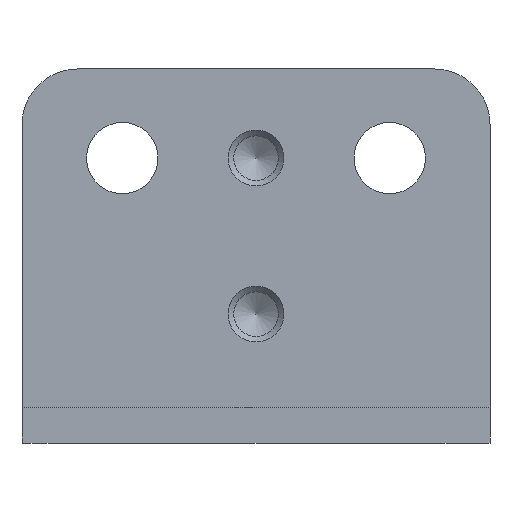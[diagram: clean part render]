
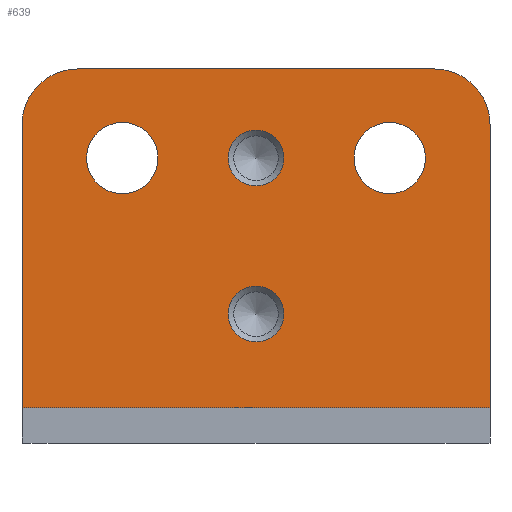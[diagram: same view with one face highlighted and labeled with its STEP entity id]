
A CAD part, front view. The second image highlights one B-rep face of the part: STEP entity #639.
In plain terms, the highlighted planar face has unit normal (0, -1, 0).
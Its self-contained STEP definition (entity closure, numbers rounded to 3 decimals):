
#1 = DIRECTION ( 'NONE',  ( 0., 0., 1. ) ) ;
#21 = DIRECTION ( 'NONE',  ( 0., 1., 0. ) ) ;
#40 = VERTEX_POINT ( 'NONE', #490 ) ;
#78 = AXIS2_PLACEMENT_3D ( 'NONE', #104, #631, #1 ) ;
#86 = ORIENTED_EDGE ( 'NONE', *, *, #1356, .T. ) ;
#92 = CARTESIAN_POINT ( 'NONE',  ( -10.5, 0., 15.2 ) ) ;
#104 = CARTESIAN_POINT ( 'NONE',  ( 8., 0., 12.7 ) ) ;
#111 = FACE_BOUND ( 'NONE', #467, .T. ) ;
#119 = ORIENTED_EDGE ( 'NONE', *, *, #1023, .T. ) ;
#135 = CIRCLE ( 'NONE', #78, 2.5 ) ;
#150 = CARTESIAN_POINT ( 'NONE',  ( -8., 0., 12.7 ) ) ;
#160 = CARTESIAN_POINT ( 'NONE',  ( 10.5, 0., 15.2 ) ) ;
#163 = DIRECTION ( 'NONE',  ( 0., 1., 0. ) ) ;
#168 = EDGE_LOOP ( 'NONE', ( #618 ) ) ;
#187 = ORIENTED_EDGE ( 'NONE', *, *, #1362, .T. ) ;
#232 = VERTEX_POINT ( 'NONE', #515 ) ;
#275 = DIRECTION ( 'NONE',  ( 0., 1., 0. ) ) ;
#290 = EDGE_CURVE ( 'NONE', #232, #1270, #135, .T. ) ;
#295 = CARTESIAN_POINT ( 'NONE',  ( -10.5, 0., 0. ) ) ;
#318 = ORIENTED_EDGE ( 'NONE', *, *, #1221, .F. ) ;
#338 = AXIS2_PLACEMENT_3D ( 'NONE', #558, #1296, #670 ) ;
#355 = AXIS2_PLACEMENT_3D ( 'NONE', #997, #163, #583 ) ;
#382 = CARTESIAN_POINT ( 'NONE',  ( 0., 0., 9.95 ) ) ;
#417 = CARTESIAN_POINT ( 'NONE',  ( 10.5, 0., 15.2 ) ) ;
#433 = VERTEX_POINT ( 'NONE', #869 ) ;
#444 = AXIS2_PLACEMENT_3D ( 'NONE', #1342, #275, #627 ) ;
#454 = VERTEX_POINT ( 'NONE', #1258 ) ;
#456 = DIRECTION ( 'NONE',  ( 0., -1., 0. ) ) ;
#467 = EDGE_LOOP ( 'NONE', ( #500 ) ) ;
#474 = DIRECTION ( 'NONE',  ( -1., 0., 0. ) ) ;
#483 = EDGE_CURVE ( 'NONE', #1335, #1335, #886, .T. ) ;
#484 = EDGE_LOOP ( 'NONE', ( #318 ) ) ;
#487 = CARTESIAN_POINT ( 'NONE',  ( -6., 0., 12.8 ) ) ;
#490 = CARTESIAN_POINT ( 'NONE',  ( -10.5, 0., 12.7 ) ) ;
#500 = ORIENTED_EDGE ( 'NONE', *, *, #1005, .F. ) ;
#507 = EDGE_CURVE ( 'NONE', #433, #40, #1263, .T. ) ;
#509 = FACE_BOUND ( 'NONE', #168, .T. ) ;
#515 = CARTESIAN_POINT ( 'NONE',  ( 10.5, 0., 12.7 ) ) ;
#518 = CARTESIAN_POINT ( 'NONE',  ( 10.5, 0., 0. ) ) ;
#548 = DIRECTION ( 'NONE',  ( 0., 0., -1. ) ) ;
#558 = CARTESIAN_POINT ( 'NONE',  ( 0., 0., 4.2 ) ) ;
#562 = CIRCLE ( 'NONE', #699, 1.25 ) ;
#569 = EDGE_LOOP ( 'NONE', ( #921, #876, #86, #1097, #119, #617 ) ) ;
#583 = DIRECTION ( 'NONE',  ( 0., 0., 1. ) ) ;
#616 = DIRECTION ( 'NONE',  ( 0., 0., -1. ) ) ;
#617 = ORIENTED_EDGE ( 'NONE', *, *, #1170, .F. ) ;
#618 = ORIENTED_EDGE ( 'NONE', *, *, #483, .T. ) ;
#627 = DIRECTION ( 'NONE',  ( 0., 0., 1. ) ) ;
#629 = DIRECTION ( 'NONE',  ( 0., -1., 0. ) ) ;
#631 = DIRECTION ( 'NONE',  ( 0., -1., 0. ) ) ;
#632 = DIRECTION ( 'NONE',  ( 0., 0., -1. ) ) ;
#639 = ADVANCED_FACE ( 'NONE', ( #932, #111, #785, #509, #1202 ), #896, .F. ) ;
#656 = CARTESIAN_POINT ( 'NONE',  ( 6., 0., 11.2 ) ) ;
#670 = DIRECTION ( 'NONE',  ( 0., 0., -1. ) ) ;
#699 = AXIS2_PLACEMENT_3D ( 'NONE', #1151, #629, #632 ) ;
#706 = LINE ( 'NONE', #417, #836 ) ;
#760 = DIRECTION ( 'NONE',  ( 0., 0., 1. ) ) ;
#780 = VERTEX_POINT ( 'NONE', #518 ) ;
#785 = FACE_BOUND ( 'NONE', #863, .T. ) ;
#799 = CIRCLE ( 'NONE', #355, 1.6 ) ;
#816 = LINE ( 'NONE', #92, #951 ) ;
#836 = VECTOR ( 'NONE', #616, 1000. ) ;
#840 = AXIS2_PLACEMENT_3D ( 'NONE', #150, #456, #986 ) ;
#856 = DIRECTION ( 'NONE',  ( -1., 0., 0. ) ) ;
#863 = EDGE_LOOP ( 'NONE', ( #187 ) ) ;
#864 = VERTEX_POINT ( 'NONE', #295 ) ;
#869 = CARTESIAN_POINT ( 'NONE',  ( -8., 0., 15.2 ) ) ;
#876 = ORIENTED_EDGE ( 'NONE', *, *, #290, .T. ) ;
#877 = VERTEX_POINT ( 'NONE', #487 ) ;
#886 = CIRCLE ( 'NONE', #984, 1.6 ) ;
#896 = PLANE ( 'NONE',  #444 ) ;
#921 = ORIENTED_EDGE ( 'NONE', *, *, #987, .F. ) ;
#932 = FACE_BOUND ( 'NONE', #484, .T. ) ;
#951 = VECTOR ( 'NONE', #548, 1000. ) ;
#962 = CARTESIAN_POINT ( 'NONE',  ( 10.5, 0., 0. ) ) ;
#984 = AXIS2_PLACEMENT_3D ( 'NONE', #656, #21, #760 ) ;
#986 = DIRECTION ( 'NONE',  ( 0., 0., 1. ) ) ;
#987 = EDGE_CURVE ( 'NONE', #232, #780, #706, .T. ) ;
#997 = CARTESIAN_POINT ( 'NONE',  ( -6., 0., 11.2 ) ) ;
#1005 = EDGE_CURVE ( 'NONE', #1185, #1185, #562, .T. ) ;
#1013 = LINE ( 'NONE', #160, #1239 ) ;
#1014 = CIRCLE ( 'NONE', #338, 1.25 ) ;
#1023 = EDGE_CURVE ( 'NONE', #40, #864, #816, .T. ) ;
#1025 = CARTESIAN_POINT ( 'NONE',  ( 6., 0., 12.8 ) ) ;
#1097 = ORIENTED_EDGE ( 'NONE', *, *, #507, .T. ) ;
#1130 = LINE ( 'NONE', #962, #1308 ) ;
#1151 = CARTESIAN_POINT ( 'NONE',  ( 0., 0., 11.2 ) ) ;
#1170 = EDGE_CURVE ( 'NONE', #780, #864, #1130, .T. ) ;
#1185 = VERTEX_POINT ( 'NONE', #382 ) ;
#1202 = FACE_OUTER_BOUND ( 'NONE', #569, .T. ) ;
#1221 = EDGE_CURVE ( 'NONE', #454, #454, #1014, .T. ) ;
#1239 = VECTOR ( 'NONE', #474, 1000. ) ;
#1258 = CARTESIAN_POINT ( 'NONE',  ( 0., 0., 2.95 ) ) ;
#1263 = CIRCLE ( 'NONE', #840, 2.5 ) ;
#1270 = VERTEX_POINT ( 'NONE', #1309 ) ;
#1296 = DIRECTION ( 'NONE',  ( 0., -1., 0. ) ) ;
#1308 = VECTOR ( 'NONE', #856, 1000. ) ;
#1309 = CARTESIAN_POINT ( 'NONE',  ( 8., 0., 15.2 ) ) ;
#1335 = VERTEX_POINT ( 'NONE', #1025 ) ;
#1342 = CARTESIAN_POINT ( 'NONE',  ( 10.5, 0., 15.2 ) ) ;
#1356 = EDGE_CURVE ( 'NONE', #1270, #433, #1013, .T. ) ;
#1362 = EDGE_CURVE ( 'NONE', #877, #877, #799, .T. ) ;
